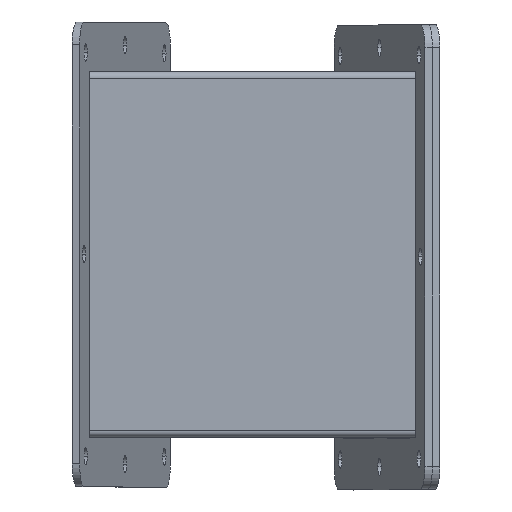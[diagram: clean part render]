
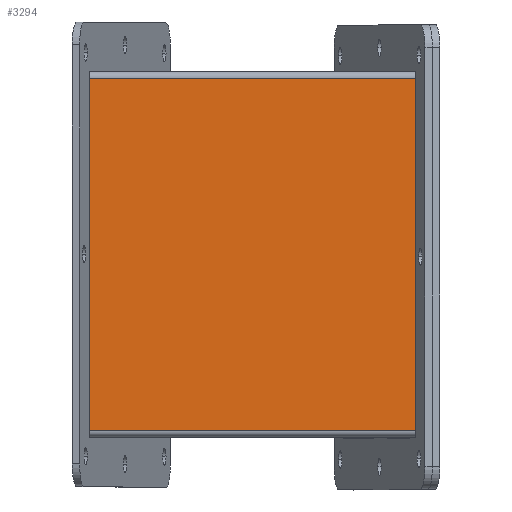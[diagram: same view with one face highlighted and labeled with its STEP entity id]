
A CAD part, top view. The second image highlights one B-rep face of the part: STEP entity #3294.
In plain terms, the highlighted planar face has unit normal (0, 0, 1).
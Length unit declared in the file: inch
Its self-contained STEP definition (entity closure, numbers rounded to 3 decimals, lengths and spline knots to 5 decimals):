
#104 = CARTESIAN_POINT ( 'NONE',  ( 2.678, 2.892, 3. ) ) ;
#140 = VERTEX_POINT ( 'NONE', #2397 ) ;
#491 = ORIENTED_EDGE ( 'NONE', *, *, #2729, .T. ) ;
#584 = LINE ( 'NONE', #2478, #3908 ) ;
#771 = ORIENTED_EDGE ( 'NONE', *, *, #1171, .F. ) ;
#857 = EDGE_CURVE ( 'NONE', #1485, #140, #584, .T. ) ;
#1171 = EDGE_CURVE ( 'NONE', #1366, #1485, #2476, .T. ) ;
#1190 = CARTESIAN_POINT ( 'NONE',  ( -2.678, -2.892, 3. ) ) ;
#1194 = DIRECTION ( 'NONE',  ( 0., 0., -1. ) ) ;
#1366 = VERTEX_POINT ( 'NONE', #2513 ) ;
#1485 = VERTEX_POINT ( 'NONE', #1707 ) ;
#1514 = CARTESIAN_POINT ( 'NONE',  ( -2.678, 2.892, 3. ) ) ;
#1589 = EDGE_CURVE ( 'NONE', #140, #3895, #3332, .T. ) ;
#1707 = CARTESIAN_POINT ( 'NONE',  ( -2.678, -2.892, 3. ) ) ;
#1779 = DIRECTION ( 'NONE',  ( 1., 0., 0. ) ) ;
#1828 = DIRECTION ( 'NONE',  ( -1., 0., 0. ) ) ;
#1831 = DIRECTION ( 'NONE',  ( 0., 1., 0. ) ) ;
#1938 = VECTOR ( 'NONE', #1828, 39.37008 ) ;
#2025 = CARTESIAN_POINT ( 'NONE',  ( 2.678, 2.927, 3. ) ) ;
#2068 = VECTOR ( 'NONE', #1779, 39.37008 ) ;
#2397 = CARTESIAN_POINT ( 'NONE',  ( -2.678, 2.892, 3. ) ) ;
#2406 = ORIENTED_EDGE ( 'NONE', *, *, #1589, .F. ) ;
#2421 = FACE_OUTER_BOUND ( 'NONE', #2774, .T. ) ;
#2469 = VECTOR ( 'NONE', #3612, 39.37008 ) ;
#2476 = LINE ( 'NONE', #1190, #1938 ) ;
#2478 = CARTESIAN_POINT ( 'NONE',  ( -2.678, 3., 3. ) ) ;
#2513 = CARTESIAN_POINT ( 'NONE',  ( 2.678, -2.892, 3. ) ) ;
#2552 = CARTESIAN_POINT ( 'NONE',  ( -2.678, -3., 3. ) ) ;
#2729 = EDGE_CURVE ( 'NONE', #1366, #3895, #3287, .T. ) ;
#2774 = EDGE_LOOP ( 'NONE', ( #2406, #3305, #771, #491 ) ) ;
#3154 = PLANE ( 'NONE',  #3945 ) ;
#3287 = LINE ( 'NONE', #2025, #2469 ) ;
#3294 = ADVANCED_FACE ( 'NONE', ( #2421 ), #3154, .F. ) ;
#3305 = ORIENTED_EDGE ( 'NONE', *, *, #857, .F. ) ;
#3332 = LINE ( 'NONE', #1514, #2068 ) ;
#3612 = DIRECTION ( 'NONE',  ( 0., 1., 0. ) ) ;
#3643 = DIRECTION ( 'NONE',  ( 0., 1., 0. ) ) ;
#3895 = VERTEX_POINT ( 'NONE', #104 ) ;
#3908 = VECTOR ( 'NONE', #1831, 39.37008 ) ;
#3945 = AXIS2_PLACEMENT_3D ( 'NONE', #2552, #1194, #3643 ) ;
